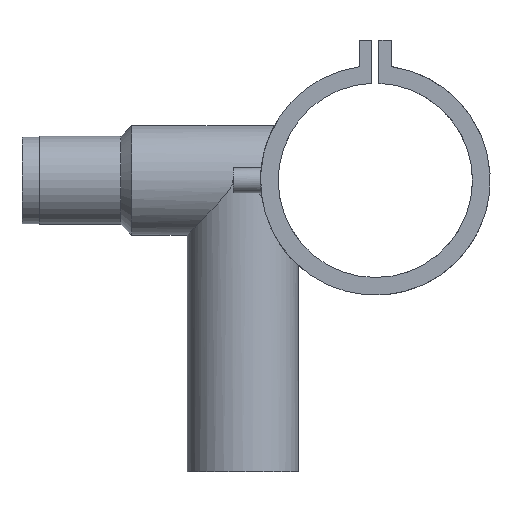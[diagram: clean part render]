
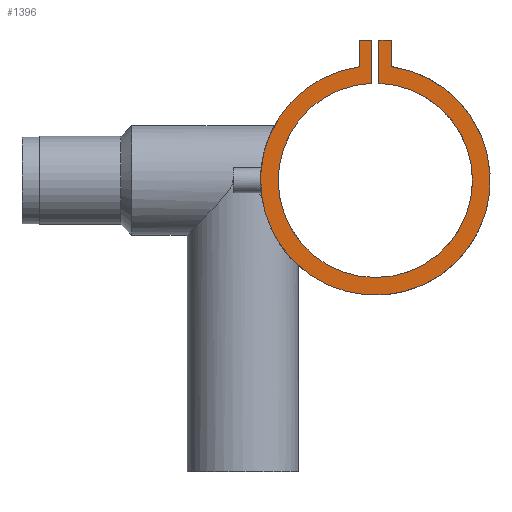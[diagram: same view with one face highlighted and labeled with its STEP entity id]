
A CAD part, left-side view. The second image highlights one B-rep face of the part: STEP entity #1396.
In plain terms, the highlighted planar face has unit normal (-1, 0, 0).
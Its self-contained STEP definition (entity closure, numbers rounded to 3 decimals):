
#34 = ORIENTED_EDGE ( 'NONE', *, *, #2173, .F. ) ;
#87 = DIRECTION ( 'NONE',  ( 0., 0., 1. ) ) ;
#95 = CARTESIAN_POINT ( 'NONE',  ( -69., 9., 79.374 ) ) ;
#120 = ORIENTED_EDGE ( 'NONE', *, *, #2323, .F. ) ;
#131 = VERTEX_POINT ( 'NONE', #1465 ) ;
#160 = AXIS2_PLACEMENT_3D ( 'NONE', #291, #1107, #1907 ) ;
#172 = DIRECTION ( 'NONE',  ( 0., 0., -1. ) ) ;
#201 = CIRCLE ( 'NONE', #160, 65. ) ;
#229 = CARTESIAN_POINT ( 'NONE',  ( -69., -9., 79.374 ) ) ;
#249 = EDGE_CURVE ( 'NONE', #618, #1677, #923, .T. ) ;
#258 = ORIENTED_EDGE ( 'NONE', *, *, #2560, .F. ) ;
#291 = CARTESIAN_POINT ( 'NONE',  ( -69., 0., 0. ) ) ;
#330 = EDGE_CURVE ( 'NONE', #429, #618, #2360, .T. ) ;
#396 = EDGE_CURVE ( 'NONE', #1684, #539, #1186, .T. ) ;
#429 = VERTEX_POINT ( 'NONE', #590 ) ;
#461 = DIRECTION ( 'NONE',  ( 0., 0., -1. ) ) ;
#502 = ORIENTED_EDGE ( 'NONE', *, *, #396, .F. ) ;
#519 = DIRECTION ( 'NONE',  ( 0., -1., 0. ) ) ;
#539 = VERTEX_POINT ( 'NONE', #2068 ) ;
#563 = CARTESIAN_POINT ( 'NONE',  ( -69., 9., 79.374 ) ) ;
#586 = VECTOR ( 'NONE', #172, 1000. ) ;
#590 = CARTESIAN_POINT ( 'NONE',  ( -69., 9., 64.374 ) ) ;
#609 = EDGE_CURVE ( 'NONE', #539, #429, #201, .T. ) ;
#618 = VERTEX_POINT ( 'NONE', #95 ) ;
#659 = PLANE ( 'NONE',  #1674 ) ;
#703 = DIRECTION ( 'NONE',  ( 0., 0., -1. ) ) ;
#754 = VECTOR ( 'NONE', #1383, 1000. ) ;
#814 = LINE ( 'NONE', #1632, #1422 ) ;
#923 = LINE ( 'NONE', #1737, #928 ) ;
#928 = VECTOR ( 'NONE', #2511, 1000. ) ;
#1001 = ORIENTED_EDGE ( 'NONE', *, *, #1844, .F. ) ;
#1098 = LINE ( 'NONE', #1899, #1164 ) ;
#1107 = DIRECTION ( 'NONE',  ( 1., 0., 0. ) ) ;
#1140 = VERTEX_POINT ( 'NONE', #1588 ) ;
#1164 = VECTOR ( 'NONE', #87, 1000. ) ;
#1186 = LINE ( 'NONE', #1986, #586 ) ;
#1195 = VERTEX_POINT ( 'NONE', #1803 ) ;
#1379 = ORIENTED_EDGE ( 'NONE', *, *, #609, .F. ) ;
#1383 = DIRECTION ( 'NONE',  ( 0., 0., 1. ) ) ;
#1396 = ADVANCED_FACE ( 'NONE', ( #2453 ), #659, .F. ) ;
#1422 = VECTOR ( 'NONE', #2412, 1000. ) ;
#1465 = CARTESIAN_POINT ( 'NONE',  ( -69., 2., 54.964 ) ) ;
#1467 = AXIS2_PLACEMENT_3D ( 'NONE', #1716, #2493, #703 ) ;
#1475 = CARTESIAN_POINT ( 'NONE',  ( -69., 0., 0. ) ) ;
#1537 = LINE ( 'NONE', #2316, #2043 ) ;
#1588 = CARTESIAN_POINT ( 'NONE',  ( -69., -2., 54.964 ) ) ;
#1632 = CARTESIAN_POINT ( 'NONE',  ( -69., 2., 79.374 ) ) ;
#1674 = AXIS2_PLACEMENT_3D ( 'NONE', #1475, #2260, #461 ) ;
#1677 = VERTEX_POINT ( 'NONE', #2039 ) ;
#1684 = VERTEX_POINT ( 'NONE', #229 ) ;
#1716 = CARTESIAN_POINT ( 'NONE',  ( -69., 0., 0. ) ) ;
#1737 = CARTESIAN_POINT ( 'NONE',  ( -69., 9., 79.374 ) ) ;
#1778 = ORIENTED_EDGE ( 'NONE', *, *, #330, .F. ) ;
#1803 = CARTESIAN_POINT ( 'NONE',  ( -69., -2., 79.374 ) ) ;
#1844 = EDGE_CURVE ( 'NONE', #1195, #1684, #1537, .T. ) ;
#1899 = CARTESIAN_POINT ( 'NONE',  ( -69., -2., 79.374 ) ) ;
#1907 = DIRECTION ( 'NONE',  ( 0., 0., -1. ) ) ;
#1986 = CARTESIAN_POINT ( 'NONE',  ( -69., -9., 79.374 ) ) ;
#2039 = CARTESIAN_POINT ( 'NONE',  ( -69., 2., 79.374 ) ) ;
#2043 = VECTOR ( 'NONE', #519, 1000. ) ;
#2068 = CARTESIAN_POINT ( 'NONE',  ( -69., -9., 64.374 ) ) ;
#2103 = ORIENTED_EDGE ( 'NONE', *, *, #249, .F. ) ;
#2173 = EDGE_CURVE ( 'NONE', #1677, #131, #814, .T. ) ;
#2260 = DIRECTION ( 'NONE',  ( 1., 0., 0. ) ) ;
#2316 = CARTESIAN_POINT ( 'NONE',  ( -69., -2., 79.374 ) ) ;
#2323 = EDGE_CURVE ( 'NONE', #1140, #1195, #1098, .T. ) ;
#2360 = LINE ( 'NONE', #563, #754 ) ;
#2412 = DIRECTION ( 'NONE',  ( 0., 0., -1. ) ) ;
#2453 = FACE_OUTER_BOUND ( 'NONE', #2476, .T. ) ;
#2476 = EDGE_LOOP ( 'NONE', ( #1379, #502, #1001, #120, #258, #34, #2103, #1778 ) ) ;
#2493 = DIRECTION ( 'NONE',  ( -1., 0., 0. ) ) ;
#2511 = DIRECTION ( 'NONE',  ( 0., -1., 0. ) ) ;
#2560 = EDGE_CURVE ( 'NONE', #131, #1140, #2572, .T. ) ;
#2572 = CIRCLE ( 'NONE', #1467, 55. ) ;
